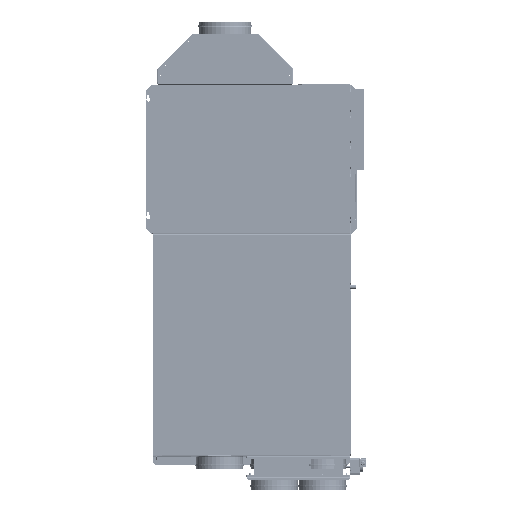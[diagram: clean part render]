
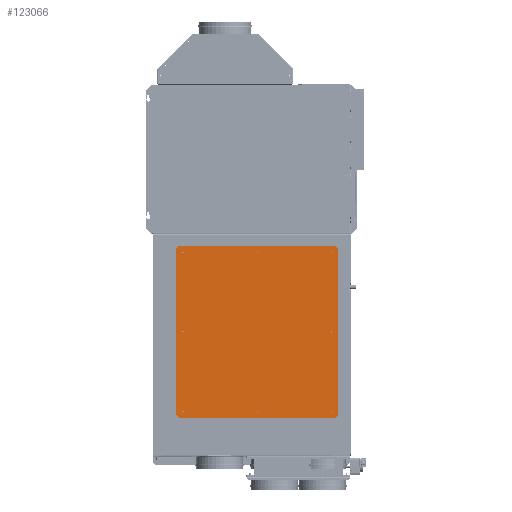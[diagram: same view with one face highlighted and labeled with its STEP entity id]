
A CAD part, front view. The second image highlights one B-rep face of the part: STEP entity #123066.
In plain terms, the highlighted face is planar.
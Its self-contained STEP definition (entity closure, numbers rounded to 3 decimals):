
#140 = EDGE_CURVE ( 'NONE', #112682, #112682, #100270, .T. ) ;
#253 = FACE_OUTER_BOUND ( 'NONE', #132239, .T. ) ;
#1028 = FACE_BOUND ( 'NONE', #79286, .T. ) ;
#1953 = AXIS2_PLACEMENT_3D ( 'NONE', #151348, #127456, #21625 ) ;
#5437 = EDGE_CURVE ( 'NONE', #125943, #125754, #122679, .T. ) ;
#6009 = VERTEX_POINT ( 'NONE', #32773 ) ;
#6052 = CARTESIAN_POINT ( 'NONE',  ( 320., 310., 0. ) ) ;
#7337 = CARTESIAN_POINT ( 'NONE',  ( -330., -300., 0. ) ) ;
#7406 = VECTOR ( 'NONE', #68966, 1000. ) ;
#9129 = EDGE_CURVE ( 'NONE', #88117, #88117, #40112, .T. ) ;
#9226 = CARTESIAN_POINT ( 'NONE',  ( 320., -310., 0. ) ) ;
#9795 = DIRECTION ( 'NONE',  ( -0.707, 0.707, 0. ) ) ;
#10776 = EDGE_CURVE ( 'NONE', #116422, #35083, #133274, .T. ) ;
#11953 = ORIENTED_EDGE ( 'NONE', *, *, #5437, .F. ) ;
#12139 = EDGE_LOOP ( 'NONE', ( #88104 ) ) ;
#12992 = DIRECTION ( 'NONE',  ( 0., 0., 1. ) ) ;
#14791 = DIRECTION ( 'NONE',  ( 0., 0., 1. ) ) ;
#15382 = ORIENTED_EDGE ( 'NONE', *, *, #32484, .F. ) ;
#16377 = EDGE_CURVE ( 'NONE', #77066, #77066, #137426, .T. ) ;
#16751 = CARTESIAN_POINT ( 'NONE',  ( -302.25, -285., 0. ) ) ;
#18632 = VERTEX_POINT ( 'NONE', #139070 ) ;
#19346 = CARTESIAN_POINT ( 'NONE',  ( 2.75, 285., 0. ) ) ;
#19625 = FACE_BOUND ( 'NONE', #58978, .T. ) ;
#21477 = CARTESIAN_POINT ( 'NONE',  ( 307.75, 0., 0. ) ) ;
#21625 = DIRECTION ( 'NONE',  ( 1., 0., 0. ) ) ;
#24678 = DIRECTION ( 'NONE',  ( 0., 0., 1. ) ) ;
#25041 = DIRECTION ( 'NONE',  ( 0., 0., 1. ) ) ;
#29946 = ORIENTED_EDGE ( 'NONE', *, *, #140, .F. ) ;
#30338 = AXIS2_PLACEMENT_3D ( 'NONE', #41289, #123174, #135525 ) ;
#31090 = VERTEX_POINT ( 'NONE', #9226 ) ;
#31208 = AXIS2_PLACEMENT_3D ( 'NONE', #64877, #14791, #139009 ) ;
#32282 = ORIENTED_EDGE ( 'NONE', *, *, #9129, .F. ) ;
#32484 = EDGE_CURVE ( 'NONE', #35083, #125943, #148682, .T. ) ;
#32773 = CARTESIAN_POINT ( 'NONE',  ( 330., -300., 0. ) ) ;
#33891 = CARTESIAN_POINT ( 'NONE',  ( -305., -285., 0. ) ) ;
#34937 = VERTEX_POINT ( 'NONE', #7337 ) ;
#35083 = VERTEX_POINT ( 'NONE', #88468 ) ;
#36721 = EDGE_CURVE ( 'NONE', #125754, #6009, #104561, .T. ) ;
#37279 = VECTOR ( 'NONE', #141821, 1000. ) ;
#40112 = CIRCLE ( 'NONE', #62333, 2.75 ) ;
#41289 = CARTESIAN_POINT ( 'NONE',  ( 305., 285., 0. ) ) ;
#44784 = ORIENTED_EDGE ( 'NONE', *, *, #57703, .F. ) ;
#45058 = FACE_BOUND ( 'NONE', #109970, .T. ) ;
#45239 = CARTESIAN_POINT ( 'NONE',  ( 320., 310., 0. ) ) ;
#46083 = CARTESIAN_POINT ( 'NONE',  ( -320., -310., 0. ) ) ;
#46566 = FACE_BOUND ( 'NONE', #144775, .T. ) ;
#47752 = CARTESIAN_POINT ( 'NONE',  ( 0., 285., 0. ) ) ;
#49116 = EDGE_CURVE ( 'NONE', #6009, #31090, #93175, .T. ) ;
#50961 = EDGE_CURVE ( 'NONE', #18632, #18632, #74473, .T. ) ;
#52000 = CARTESIAN_POINT ( 'NONE',  ( 0., -285., 0. ) ) ;
#52544 = ORIENTED_EDGE ( 'NONE', *, *, #50961, .F. ) ;
#53139 = DIRECTION ( 'NONE',  ( 0.707, -0.707, 0. ) ) ;
#53597 = CARTESIAN_POINT ( 'NONE',  ( -320., -310., 0. ) ) ;
#53623 = EDGE_CURVE ( 'NONE', #105556, #34937, #106339, .T. ) ;
#53709 = CARTESIAN_POINT ( 'NONE',  ( -320., 310., 0. ) ) ;
#55124 = FACE_BOUND ( 'NONE', #140698, .T. ) ;
#55542 = CIRCLE ( 'NONE', #151765, 2.75 ) ;
#57703 = EDGE_CURVE ( 'NONE', #104687, #104687, #55542, .T. ) ;
#58978 = EDGE_LOOP ( 'NONE', ( #112885 ) ) ;
#59823 = VERTEX_POINT ( 'NONE', #106989 ) ;
#60396 = ORIENTED_EDGE ( 'NONE', *, *, #83586, .F. ) ;
#60620 = EDGE_CURVE ( 'NONE', #59823, #59823, #95716, .T. ) ;
#62333 = AXIS2_PLACEMENT_3D ( 'NONE', #47752, #12992, #108000 ) ;
#63805 = VERTEX_POINT ( 'NONE', #16751 ) ;
#64877 = CARTESIAN_POINT ( 'NONE',  ( 305., 0., 0. ) ) ;
#68966 = DIRECTION ( 'NONE',  ( 0., -1., 0. ) ) ;
#69286 = VECTOR ( 'NONE', #53139, 1000. ) ;
#69951 = CARTESIAN_POINT ( 'NONE',  ( 320., -310., 0. ) ) ;
#70483 = PLANE ( 'NONE',  #151933 ) ;
#71753 = ORIENTED_EDGE ( 'NONE', *, *, #80509, .F. ) ;
#72086 = DIRECTION ( 'NONE',  ( 1., 0., 0. ) ) ;
#72999 = DIRECTION ( 'NONE',  ( 0.707, 0.707, 0. ) ) ;
#73641 = ORIENTED_EDGE ( 'NONE', *, *, #80149, .F. ) ;
#74060 = ORIENTED_EDGE ( 'NONE', *, *, #60620, .F. ) ;
#74473 = CIRCLE ( 'NONE', #30338, 2.75 ) ;
#77066 = VERTEX_POINT ( 'NONE', #89456 ) ;
#79286 = EDGE_LOOP ( 'NONE', ( #44784 ) ) ;
#80149 = EDGE_CURVE ( 'NONE', #34937, #116422, #138173, .T. ) ;
#80509 = EDGE_CURVE ( 'NONE', #31090, #105556, #128701, .T. ) ;
#80991 = DIRECTION ( 'NONE',  ( 0., 0., 1. ) ) ;
#82095 = CARTESIAN_POINT ( 'NONE',  ( 630., 0., 0. ) ) ;
#82605 = DIRECTION ( 'NONE',  ( 1., 0., 0. ) ) ;
#83586 = EDGE_CURVE ( 'NONE', #116993, #116993, #100192, .T. ) ;
#84698 = AXIS2_PLACEMENT_3D ( 'NONE', #33891, #80991, #128146 ) ;
#85640 = VECTOR ( 'NONE', #135607, 1000. ) ;
#88104 = ORIENTED_EDGE ( 'NONE', *, *, #16377, .F. ) ;
#88117 = VERTEX_POINT ( 'NONE', #19346 ) ;
#88468 = CARTESIAN_POINT ( 'NONE',  ( -320., 310., 0. ) ) ;
#89456 = CARTESIAN_POINT ( 'NONE',  ( -302.25, 285., 0. ) ) ;
#91062 = DIRECTION ( 'NONE',  ( 0., 1., 0. ) ) ;
#91434 = CARTESIAN_POINT ( 'NONE',  ( 330., 300., 0. ) ) ;
#93175 = LINE ( 'NONE', #95457, #37279 ) ;
#93691 = FACE_BOUND ( 'NONE', #114522, .T. ) ;
#94466 = DIRECTION ( 'NONE',  ( 0., -1., 0. ) ) ;
#95457 = CARTESIAN_POINT ( 'NONE',  ( 330., -300., 0. ) ) ;
#95716 = CIRCLE ( 'NONE', #127788, 2.75 ) ;
#98717 = EDGE_CURVE ( 'NONE', #63805, #63805, #151341, .T. ) ;
#99349 = VECTOR ( 'NONE', #91062, 1000. ) ;
#100192 = CIRCLE ( 'NONE', #127290, 2.75 ) ;
#100270 = CIRCLE ( 'NONE', #31208, 2.75 ) ;
#104487 = VECTOR ( 'NONE', #72999, 1000. ) ;
#104561 = LINE ( 'NONE', #91434, #7406 ) ;
#104687 = VERTEX_POINT ( 'NONE', #150986 ) ;
#105556 = VERTEX_POINT ( 'NONE', #53597 ) ;
#106339 = LINE ( 'NONE', #46083, #108914 ) ;
#106989 = CARTESIAN_POINT ( 'NONE',  ( 2.75, -285., 0. ) ) ;
#107067 = DIRECTION ( 'NONE',  ( -1., 0., 0. ) ) ;
#108000 = DIRECTION ( 'NONE',  ( 1., 0., 0. ) ) ;
#108914 = VECTOR ( 'NONE', #9795, 1000. ) ;
#109970 = EDGE_LOOP ( 'NONE', ( #32282 ) ) ;
#112682 = VERTEX_POINT ( 'NONE', #21477 ) ;
#112885 = ORIENTED_EDGE ( 'NONE', *, *, #98717, .F. ) ;
#114522 = EDGE_LOOP ( 'NONE', ( #29946 ) ) ;
#116422 = VERTEX_POINT ( 'NONE', #152001 ) ;
#116993 = VERTEX_POINT ( 'NONE', #117748 ) ;
#117549 = ORIENTED_EDGE ( 'NONE', *, *, #10776, .F. ) ;
#117748 = CARTESIAN_POINT ( 'NONE',  ( -302.25, 0., 0. ) ) ;
#122679 = LINE ( 'NONE', #6052, #69286 ) ;
#123066 = ADVANCED_FACE ( 'NONE', ( #19625, #55124, #150831, #45058, #149334, #93691, #1028, #46566, #253 ), #70483, .F. ) ;
#123174 = DIRECTION ( 'NONE',  ( 0., 0., 1. ) ) ;
#124572 = DIRECTION ( 'NONE',  ( 0., 0., 1. ) ) ;
#125335 = DIRECTION ( 'NONE',  ( 1., 0., 0. ) ) ;
#125754 = VERTEX_POINT ( 'NONE', #141186 ) ;
#125943 = VERTEX_POINT ( 'NONE', #45239 ) ;
#126159 = ORIENTED_EDGE ( 'NONE', *, *, #53623, .F. ) ;
#127290 = AXIS2_PLACEMENT_3D ( 'NONE', #140890, #25041, #72086 ) ;
#127456 = DIRECTION ( 'NONE',  ( 0., 0., 1. ) ) ;
#127788 = AXIS2_PLACEMENT_3D ( 'NONE', #52000, #124572, #125335 ) ;
#128146 = DIRECTION ( 'NONE',  ( 1., 0., 0. ) ) ;
#128701 = LINE ( 'NONE', #69951, #134017 ) ;
#129983 = DIRECTION ( 'NONE',  ( 0., 0., -1. ) ) ;
#132239 = EDGE_LOOP ( 'NONE', ( #11953, #15382, #117549, #73641, #126159, #71753, #132583, #152779 ) ) ;
#132583 = ORIENTED_EDGE ( 'NONE', *, *, #49116, .F. ) ;
#133274 = LINE ( 'NONE', #134043, #104487 ) ;
#134017 = VECTOR ( 'NONE', #107067, 1000. ) ;
#134043 = CARTESIAN_POINT ( 'NONE',  ( -330., 300., 0. ) ) ;
#135525 = DIRECTION ( 'NONE',  ( 1., 0., 0. ) ) ;
#135607 = DIRECTION ( 'NONE',  ( 1., 0., 0. ) ) ;
#137426 = CIRCLE ( 'NONE', #1953, 2.75 ) ;
#138173 = LINE ( 'NONE', #140457, #99349 ) ;
#139009 = DIRECTION ( 'NONE',  ( 1., 0., 0. ) ) ;
#139032 = EDGE_LOOP ( 'NONE', ( #52544 ) ) ;
#139070 = CARTESIAN_POINT ( 'NONE',  ( 307.75, 285., 0. ) ) ;
#140457 = CARTESIAN_POINT ( 'NONE',  ( -330., -300., 0. ) ) ;
#140698 = EDGE_LOOP ( 'NONE', ( #60396 ) ) ;
#140890 = CARTESIAN_POINT ( 'NONE',  ( -305., 0., 0. ) ) ;
#141186 = CARTESIAN_POINT ( 'NONE',  ( 330., 300., 0. ) ) ;
#141821 = DIRECTION ( 'NONE',  ( -0.707, -0.707, 0. ) ) ;
#142836 = CARTESIAN_POINT ( 'NONE',  ( 305., -285., 0. ) ) ;
#144775 = EDGE_LOOP ( 'NONE', ( #74060 ) ) ;
#148682 = LINE ( 'NONE', #53709, #85640 ) ;
#149334 = FACE_BOUND ( 'NONE', #139032, .T. ) ;
#150831 = FACE_BOUND ( 'NONE', #12139, .T. ) ;
#150986 = CARTESIAN_POINT ( 'NONE',  ( 307.75, -285., 0. ) ) ;
#151341 = CIRCLE ( 'NONE', #84698, 2.75 ) ;
#151348 = CARTESIAN_POINT ( 'NONE',  ( -305., 285., 0. ) ) ;
#151765 = AXIS2_PLACEMENT_3D ( 'NONE', #142836, #24678, #82605 ) ;
#151933 = AXIS2_PLACEMENT_3D ( 'NONE', #82095, #129983, #94466 ) ;
#152001 = CARTESIAN_POINT ( 'NONE',  ( -330., 300., 0. ) ) ;
#152779 = ORIENTED_EDGE ( 'NONE', *, *, #36721, .F. ) ;
